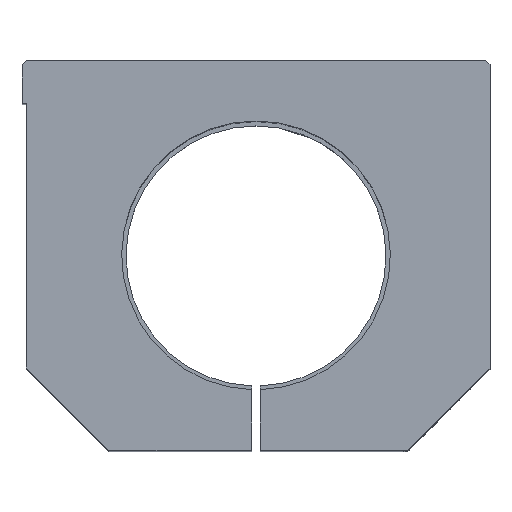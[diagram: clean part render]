
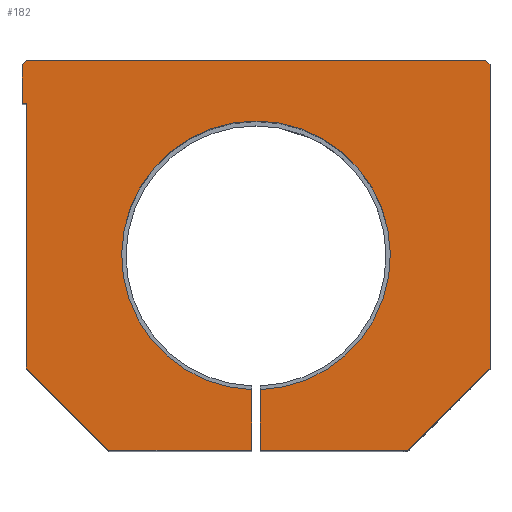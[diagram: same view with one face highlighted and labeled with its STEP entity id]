
A CAD part, top view. The second image highlights one B-rep face of the part: STEP entity #182.
In plain terms, the highlighted planar face has unit normal (0, 0, 1).
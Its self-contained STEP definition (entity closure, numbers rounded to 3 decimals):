
#182 = ADVANCED_FACE( '', ( #421 ), #422, .T. );
#421 = FACE_OUTER_BOUND( '', #660, .T. );
#422 = PLANE( '', #661 );
#660 = EDGE_LOOP( '', ( #1522, #1523, #1524, #1525, #1526, #1527, #1528, #1529, #1530, #1531, #1532, #1533, #1534, #1535, #1536 ) );
#661 = AXIS2_PLACEMENT_3D( '', #1537, #1538, #1539 );
#1522 = ORIENTED_EDGE( '', *, *, #1681, .T. );
#1523 = ORIENTED_EDGE( '', *, *, #1541, .T. );
#1524 = ORIENTED_EDGE( '', *, *, #1805, .T. );
#1525 = ORIENTED_EDGE( '', *, *, #1683, .T. );
#1526 = ORIENTED_EDGE( '', *, *, #1723, .F. );
#1527 = ORIENTED_EDGE( '', *, *, #1789, .F. );
#1528 = ORIENTED_EDGE( '', *, *, #1791, .F. );
#1529 = ORIENTED_EDGE( '', *, *, #1811, .F. );
#1530 = ORIENTED_EDGE( '', *, *, #1809, .F. );
#1531 = ORIENTED_EDGE( '', *, *, #1806, .F. );
#1532 = ORIENTED_EDGE( '', *, *, #1816, .F. );
#1533 = ORIENTED_EDGE( '', *, *, #1814, .F. );
#1534 = ORIENTED_EDGE( '', *, *, #1794, .F. );
#1535 = ORIENTED_EDGE( '', *, *, #1798, .F. );
#1536 = ORIENTED_EDGE( '', *, *, #1812, .F. );
#1537 = CARTESIAN_POINT( '', ( 0., 0., 176. ) );
#1538 = DIRECTION( '', ( 0., 0., 1. ) );
#1539 = DIRECTION( '', ( 1., 0., 0. ) );
#1541 = EDGE_CURVE( '', #1820, #1817, #1821, .T. );
#1681 = EDGE_CURVE( '', #2055, #1820, #2064, .T. );
#1683 = EDGE_CURVE( '', #2068, #2065, #2069, .T. );
#1723 = EDGE_CURVE( '', #2135, #2065, #2137, .T. );
#1789 = EDGE_CURVE( '', #2236, #2135, #2238, .T. );
#1791 = EDGE_CURVE( '', #2239, #2236, #2241, .T. );
#1794 = EDGE_CURVE( '', #2243, #2245, #2246, .T. );
#1798 = EDGE_CURVE( '', #2249, #2243, #2251, .T. );
#1805 = EDGE_CURVE( '', #1817, #2068, #2258, .T. );
#1806 = EDGE_CURVE( '', #2259, #2260, #2261, .T. );
#1809 = EDGE_CURVE( '', #2260, #2264, #2265, .T. );
#1811 = EDGE_CURVE( '', #2264, #2239, #2267, .T. );
#1812 = EDGE_CURVE( '', #2055, #2249, #2268, .T. );
#1814 = EDGE_CURVE( '', #2245, #2270, #2271, .T. );
#1816 = EDGE_CURVE( '', #2270, #2259, #2273, .T. );
#1817 = VERTEX_POINT( '', #2274 );
#1820 = VERTEX_POINT( '', #2278 );
#1821 = CIRCLE( '', #2279, 31. );
#2055 = VERTEX_POINT( '', #2597 );
#2064 = LINE( '', #2614, #2615 );
#2065 = VERTEX_POINT( '', #2616 );
#2068 = VERTEX_POINT( '', #2620 );
#2069 = LINE( '', #2621, #2622 );
#2135 = VERTEX_POINT( '', #2740 );
#2137 = LINE( '', #2743, #2744 );
#2236 = VERTEX_POINT( '', #2881 );
#2238 = LINE( '', #2884, #2885 );
#2239 = VERTEX_POINT( '', #2886 );
#2241 = LINE( '', #2889, #2890 );
#2243 = VERTEX_POINT( '', #2893 );
#2245 = VERTEX_POINT( '', #2896 );
#2246 = LINE( '', #2897, #2898 );
#2249 = VERTEX_POINT( '', #2903 );
#2251 = LINE( '', #2906, #2907 );
#2258 = CIRCLE( '', #2915, 31. );
#2259 = VERTEX_POINT( '', #2916 );
#2260 = VERTEX_POINT( '', #2917 );
#2261 = LINE( '', #2918, #2919 );
#2264 = VERTEX_POINT( '', #2924 );
#2265 = LINE( '', #2925, #2926 );
#2267 = LINE( '', #2929, #2930 );
#2268 = LINE( '', #2931, #2932 );
#2270 = VERTEX_POINT( '', #2935 );
#2271 = LINE( '', #2936, #2937 );
#2273 = LINE( '', #2940, #2941 );
#2274 = CARTESIAN_POINT( '', ( 0., 76., 176. ) );
#2278 = CARTESIAN_POINT( '', ( -1., 14.016, 176. ) );
#2279 = AXIS2_PLACEMENT_3D( '', #2943, #2944, #2945 );
#2597 = CARTESIAN_POINT( '', ( -1., 0., 176. ) );
#2614 = CARTESIAN_POINT( '', ( -1., 0., 176. ) );
#2615 = VECTOR( '', #3226, 1. );
#2616 = CARTESIAN_POINT( '', ( 1., 0., 176. ) );
#2620 = CARTESIAN_POINT( '', ( 1., 14.016, 176. ) );
#2621 = CARTESIAN_POINT( '', ( 1., 0., 176. ) );
#2622 = VECTOR( '', #3228, 1. );
#2740 = CARTESIAN_POINT( '', ( 35., 0., 176. ) );
#2743 = CARTESIAN_POINT( '', ( -34., 0., 176. ) );
#2744 = VECTOR( '', #3287, 1. );
#2881 = CARTESIAN_POINT( '', ( 54., 19., 176. ) );
#2884 = CARTESIAN_POINT( '', ( 35., 0., 176. ) );
#2885 = VECTOR( '', #3405, 1. );
#2886 = CARTESIAN_POINT( '', ( 54., 89., 176. ) );
#2889 = CARTESIAN_POINT( '', ( 54., 19., 176. ) );
#2890 = VECTOR( '', #3407, 1. );
#2893 = CARTESIAN_POINT( '', ( -53., 19., 176. ) );
#2896 = CARTESIAN_POINT( '', ( -53., 80., 176. ) );
#2897 = CARTESIAN_POINT( '', ( -53., 80., 176. ) );
#2898 = VECTOR( '', #3410, 1. );
#2903 = CARTESIAN_POINT( '', ( -34., 0., 176. ) );
#2906 = CARTESIAN_POINT( '', ( -53., 19., 176. ) );
#2907 = VECTOR( '', #3414, 1. );
#2915 = AXIS2_PLACEMENT_3D( '', #3431, #3432, #3433 );
#2916 = CARTESIAN_POINT( '', ( -54., 89., 176. ) );
#2917 = CARTESIAN_POINT( '', ( -53., 90., 176. ) );
#2918 = CARTESIAN_POINT( '', ( -53., 90., 176. ) );
#2919 = VECTOR( '', #3434, 1. );
#2924 = CARTESIAN_POINT( '', ( 53., 90., 176. ) );
#2925 = CARTESIAN_POINT( '', ( 53., 90., 176. ) );
#2926 = VECTOR( '', #3437, 1. );
#2929 = CARTESIAN_POINT( '', ( 54., 89., 176. ) );
#2930 = VECTOR( '', #3439, 1. );
#2931 = CARTESIAN_POINT( '', ( -34., 0., 176. ) );
#2932 = VECTOR( '', #3440, 1. );
#2935 = CARTESIAN_POINT( '', ( -54., 80., 176. ) );
#2936 = CARTESIAN_POINT( '', ( -54., 80., 176. ) );
#2937 = VECTOR( '', #3442, 1. );
#2940 = CARTESIAN_POINT( '', ( -54., 89., 176. ) );
#2941 = VECTOR( '', #3444, 1. );
#2943 = CARTESIAN_POINT( '', ( 0., 45., 176. ) );
#2944 = DIRECTION( '', ( 0., 0., -1. ) );
#2945 = DIRECTION( '', ( 0., 1., 0. ) );
#3226 = DIRECTION( '', ( 0., 1., 0. ) );
#3228 = DIRECTION( '', ( 0., -1., 0. ) );
#3287 = DIRECTION( '', ( -1., 0., 0. ) );
#3405 = DIRECTION( '', ( -0.707, -0.707, 0. ) );
#3407 = DIRECTION( '', ( 0., -1., 0. ) );
#3410 = DIRECTION( '', ( 0., 1., 0. ) );
#3414 = DIRECTION( '', ( -0.707, 0.707, 0. ) );
#3431 = CARTESIAN_POINT( '', ( 0., 45., 176. ) );
#3432 = DIRECTION( '', ( 0., 0., -1. ) );
#3433 = DIRECTION( '', ( 0., 1., 0. ) );
#3434 = DIRECTION( '', ( 0.707, 0.707, 0. ) );
#3437 = DIRECTION( '', ( 1., 0., 0. ) );
#3439 = DIRECTION( '', ( 0.707, -0.707, 0. ) );
#3440 = DIRECTION( '', ( -1., 0., 0. ) );
#3442 = DIRECTION( '', ( -1., 0., 0. ) );
#3444 = DIRECTION( '', ( 0., 1., 0. ) );
